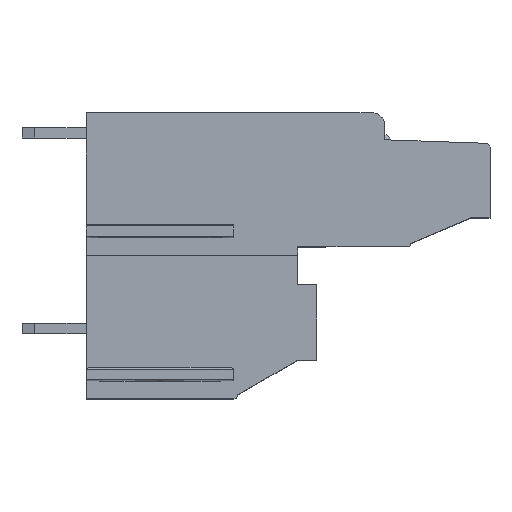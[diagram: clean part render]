
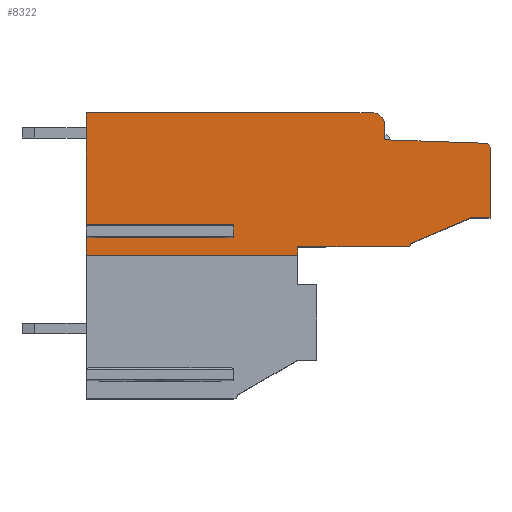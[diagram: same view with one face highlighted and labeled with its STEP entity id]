
A CAD part, top view. The second image highlights one B-rep face of the part: STEP entity #8322.
In plain terms, the highlighted free-form (B-spline) face has degree [1, 1] with [2, 2] control points.
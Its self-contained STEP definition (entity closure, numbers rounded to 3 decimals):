
#280=CARTESIAN_POINT('',(22.3,22.3,-12.7));
#281=VERTEX_POINT('',#280);
#372=CARTESIAN_POINT('',(0.,22.3,-12.7));
#373=VERTEX_POINT('',#372);
#379=CARTESIAN_POINT('',(22.3,22.3,-12.7));
#380=CARTESIAN_POINT('',(0.,22.3,-12.7));
#381=B_SPLINE_CURVE_WITH_KNOTS('',1,(#379,#380),.POLYLINE_FORM.,.F.,.U.,(2,2),(0.,1.),.UNSPECIFIED.);
#382=EDGE_CURVE('',#281,#373,#381,.T.);
#546=CARTESIAN_POINT('',(23.3,21.3,-12.7));
#547=VERTEX_POINT('',#546);
#553=CARTESIAN_POINT('',(23.3,20.2,-12.7));
#554=VERTEX_POINT('',#553);
#555=CARTESIAN_POINT('',(23.3,20.2,-12.7));
#556=CARTESIAN_POINT('',(23.3,21.3,-12.7));
#557=B_SPLINE_CURVE_WITH_KNOTS('',1,(#555,#556),.POLYLINE_FORM.,.F.,.U.,(2,2),(0.,1.),.UNSPECIFIED.);
#558=EDGE_CURVE('',#554,#547,#557,.T.);
#643=CARTESIAN_POINT('',(31.21,19.924,-12.7));
#644=VERTEX_POINT('',#643);
#645=CARTESIAN_POINT('',(31.21,19.924,-12.7));
#646=CARTESIAN_POINT('',(23.3,20.2,-12.7));
#647=B_SPLINE_CURVE_WITH_KNOTS('',1,(#645,#646),.POLYLINE_FORM.,.F.,.U.,(2,2),(0.,1.),.UNSPECIFIED.);
#648=EDGE_CURVE('',#644,#554,#647,.T.);
#720=CARTESIAN_POINT('',(25.232,11.9,-12.7));
#721=VERTEX_POINT('',#720);
#727=CARTESIAN_POINT('',(16.5,11.85,-12.7));
#728=VERTEX_POINT('',#727);
#729=CARTESIAN_POINT('',(25.232,11.9,-12.7));
#730=CARTESIAN_POINT('',(16.5,11.85,-12.7));
#731=B_SPLINE_CURVE_WITH_KNOTS('',1,(#729,#730),.POLYLINE_FORM.,.F.,.U.,(2,2),(0.,1.),.UNSPECIFIED.);
#732=EDGE_CURVE('',#721,#728,#731,.T.);
#7899=CARTESIAN_POINT('',(31.5,19.624,-12.7));
#7900=VERTEX_POINT('',#7899);
#7901=CARTESIAN_POINT('',(31.5,19.624,-12.7));
#7902=CARTESIAN_POINT('',(31.5,19.914,-12.7));
#7903=CARTESIAN_POINT('',(31.21,19.924,-12.7));
#7904=(BOUNDED_CURVE()B_SPLINE_CURVE(2,(#7901,#7902,#7903),.CIRCULAR_ARC.,.F.,.U.)B_SPLINE_CURVE_WITH_KNOTS((3,3),(0.,1.),.UNSPECIFIED.)CURVE()GEOMETRIC_REPRESENTATION_ITEM()RATIONAL_B_SPLINE_CURVE((1.,0.719,1.))REPRESENTATION_ITEM(''));
#7905=EDGE_CURVE('',#7900,#644,#7904,.T.);
#7922=CARTESIAN_POINT('',(31.5,14.1,-12.7));
#7923=VERTEX_POINT('',#7922);
#7924=CARTESIAN_POINT('',(31.5,14.1,-12.7));
#7925=CARTESIAN_POINT('',(31.5,19.624,-12.7));
#7926=B_SPLINE_CURVE_WITH_KNOTS('',1,(#7924,#7925),.POLYLINE_FORM.,.F.,.U.,(2,2),(0.,1.),.UNSPECIFIED.);
#7927=EDGE_CURVE('',#7923,#7900,#7926,.T.);
#7974=CARTESIAN_POINT('',(30.012,14.1,-12.7));
#7975=VERTEX_POINT('',#7974);
#7976=CARTESIAN_POINT('',(30.012,14.1,-12.7));
#7977=CARTESIAN_POINT('',(31.5,14.1,-12.7));
#7978=B_SPLINE_CURVE_WITH_KNOTS('',1,(#7976,#7977),.POLYLINE_FORM.,.F.,.U.,(2,2),(0.,1.),.UNSPECIFIED.);
#7979=EDGE_CURVE('',#7975,#7923,#7978,.T.);
#7996=CARTESIAN_POINT('',(25.3,12.1,-12.7));
#7997=VERTEX_POINT('',#7996);
#7998=CARTESIAN_POINT('',(25.3,12.1,-12.7));
#7999=CARTESIAN_POINT('',(30.012,14.1,-12.7));
#8000=B_SPLINE_CURVE_WITH_KNOTS('',1,(#7998,#7999),.POLYLINE_FORM.,.F.,.U.,(2,2),(0.,1.),.UNSPECIFIED.);
#8001=EDGE_CURVE('',#7997,#7975,#8000,.T.);
#8018=CARTESIAN_POINT('',(25.3,12.051,-12.7));
#8019=VERTEX_POINT('',#8018);
#8020=CARTESIAN_POINT('',(25.3,12.051,-12.7));
#8021=CARTESIAN_POINT('',(25.3,12.1,-12.7));
#8022=B_SPLINE_CURVE_WITH_KNOTS('',1,(#8020,#8021),.POLYLINE_FORM.,.F.,.U.,(2,2),(0.,1.),.UNSPECIFIED.);
#8023=EDGE_CURVE('',#8019,#7997,#8022,.T.);
#8042=CARTESIAN_POINT('',(25.232,11.9,-12.7));
#8043=CARTESIAN_POINT('',(25.3,11.96,-12.7));
#8044=CARTESIAN_POINT('',(25.3,12.051,-12.7));
#8045=(BOUNDED_CURVE()B_SPLINE_CURVE(2,(#8042,#8043,#8044),.CIRCULAR_ARC.,.F.,.U.)B_SPLINE_CURVE_WITH_KNOTS((3,3),(0.,1.),.UNSPECIFIED.)CURVE()GEOMETRIC_REPRESENTATION_ITEM()RATIONAL_B_SPLINE_CURVE((1.,0.91,1.))REPRESENTATION_ITEM(''));
#8046=EDGE_CURVE('',#721,#8019,#8045,.T.);
#8229=CARTESIAN_POINT('',(16.5,11.2,-12.7));
#8230=VERTEX_POINT('',#8229);
#8238=CARTESIAN_POINT('',(0.,11.2,-12.7));
#8239=VERTEX_POINT('',#8238);
#8240=CARTESIAN_POINT('',(0.,11.2,-12.7));
#8241=CARTESIAN_POINT('',(16.5,11.2,-12.7));
#8242=B_SPLINE_CURVE_WITH_KNOTS('',1,(#8240,#8241),.POLYLINE_FORM.,.F.,.U.,(2,2),(0.,1.),.UNSPECIFIED.);
#8243=EDGE_CURVE('',#8239,#8230,#8242,.T.);
#8260=CARTESIAN_POINT('',(32.449,0.051,-12.7));
#8261=CARTESIAN_POINT('',(-0.949,0.051,-12.7));
#8262=CARTESIAN_POINT('',(32.449,33.449,-12.7));
#8263=CARTESIAN_POINT('',(-0.949,33.449,-12.7));
#8264=B_SPLINE_SURFACE_WITH_KNOTS('',1,1,((#8260,#8261),(#8262,#8263)),.PLANE_SURF.,.F.,.F.,.U.,(2,2),(2,2),(0.,1.),(0.,1.),.UNSPECIFIED.);
#8265=ORIENTED_EDGE('',*,*,#8243,.T.);
#8266=CARTESIAN_POINT('',(16.5,11.85,-12.7));
#8267=CARTESIAN_POINT('',(16.5,11.2,-12.7));
#8268=B_SPLINE_CURVE_WITH_KNOTS('',1,(#8266,#8267),.POLYLINE_FORM.,.F.,.U.,(2,2),(0.,1.),.UNSPECIFIED.);
#8269=EDGE_CURVE('',#728,#8230,#8268,.T.);
#8270=ORIENTED_EDGE('',*,*,#8269,.F.);
#8271=ORIENTED_EDGE('',*,*,#732,.F.);
#8272=ORIENTED_EDGE('',*,*,#8046,.T.);
#8273=ORIENTED_EDGE('',*,*,#8023,.T.);
#8274=ORIENTED_EDGE('',*,*,#8001,.T.);
#8275=ORIENTED_EDGE('',*,*,#7979,.T.);
#8276=ORIENTED_EDGE('',*,*,#7927,.T.);
#8277=ORIENTED_EDGE('',*,*,#7905,.T.);
#8278=ORIENTED_EDGE('',*,*,#648,.T.);
#8279=ORIENTED_EDGE('',*,*,#558,.T.);
#8280=CARTESIAN_POINT('',(23.3,21.3,-12.7));
#8281=CARTESIAN_POINT('',(23.3,22.3,-12.7));
#8282=CARTESIAN_POINT('',(22.3,22.3,-12.7));
#8283=(BOUNDED_CURVE()B_SPLINE_CURVE(2,(#8280,#8281,#8282),.CIRCULAR_ARC.,.F.,.U.)B_SPLINE_CURVE_WITH_KNOTS((3,3),(0.,1.),.UNSPECIFIED.)CURVE()GEOMETRIC_REPRESENTATION_ITEM()RATIONAL_B_SPLINE_CURVE((1.,0.707,1.))REPRESENTATION_ITEM(''));
#8284=EDGE_CURVE('',#547,#281,#8283,.T.);
#8285=ORIENTED_EDGE('',*,*,#8284,.T.);
#8286=ORIENTED_EDGE('',*,*,#382,.T.);
#8287=CARTESIAN_POINT('',(0.,13.373,-12.7));
#8288=VERTEX_POINT('',#8287);
#8289=CARTESIAN_POINT('',(0.,13.373,-12.7));
#8290=CARTESIAN_POINT('',(0.,22.3,-12.7));
#8291=B_SPLINE_CURVE_WITH_KNOTS('',1,(#8289,#8290),.POLYLINE_FORM.,.F.,.U.,(2,2),(0.,1.),.UNSPECIFIED.);
#8292=EDGE_CURVE('',#8288,#373,#8291,.T.);
#8293=ORIENTED_EDGE('',*,*,#8292,.F.);
#8294=CARTESIAN_POINT('',(11.5,13.373,-12.7));
#8295=VERTEX_POINT('',#8294);
#8296=CARTESIAN_POINT('',(0.,13.373,-12.7));
#8297=CARTESIAN_POINT('',(11.5,13.373,-12.7));
#8298=B_SPLINE_CURVE_WITH_KNOTS('',1,(#8296,#8297),.POLYLINE_FORM.,.F.,.U.,(2,2),(0.,1.),.UNSPECIFIED.);
#8299=EDGE_CURVE('',#8288,#8295,#8298,.T.);
#8300=ORIENTED_EDGE('',*,*,#8299,.T.);
#8301=CARTESIAN_POINT('',(11.5,12.773,-12.7));
#8302=VERTEX_POINT('',#8301);
#8303=CARTESIAN_POINT('',(11.5,13.373,-12.7));
#8304=CARTESIAN_POINT('',(11.5,12.773,-12.7));
#8305=B_SPLINE_CURVE_WITH_KNOTS('',1,(#8303,#8304),.POLYLINE_FORM.,.F.,.U.,(2,2),(0.,1.),.UNSPECIFIED.);
#8306=EDGE_CURVE('',#8295,#8302,#8305,.T.);
#8307=ORIENTED_EDGE('',*,*,#8306,.T.);
#8308=CARTESIAN_POINT('',(0.,12.773,-12.7));
#8309=VERTEX_POINT('',#8308);
#8310=CARTESIAN_POINT('',(11.5,12.773,-12.7));
#8311=CARTESIAN_POINT('',(0.,12.773,-12.7));
#8312=B_SPLINE_CURVE_WITH_KNOTS('',1,(#8310,#8311),.POLYLINE_FORM.,.F.,.U.,(2,2),(0.,1.),.UNSPECIFIED.);
#8313=EDGE_CURVE('',#8302,#8309,#8312,.T.);
#8314=ORIENTED_EDGE('',*,*,#8313,.T.);
#8315=CARTESIAN_POINT('',(0.,11.2,-12.7));
#8316=CARTESIAN_POINT('',(0.,12.773,-12.7));
#8317=B_SPLINE_CURVE_WITH_KNOTS('',1,(#8315,#8316),.POLYLINE_FORM.,.F.,.U.,(2,2),(0.,1.),.UNSPECIFIED.);
#8318=EDGE_CURVE('',#8239,#8309,#8317,.T.);
#8319=ORIENTED_EDGE('',*,*,#8318,.F.);
#8320=EDGE_LOOP('',(#8265,#8270,#8271,#8272,#8273,#8274,#8275,#8276,#8277,#8278,#8279,#8285,#8286,#8293,#8300,#8307,#8314,#8319));
#8321=FACE_OUTER_BOUND('',#8320,.T.);
#8322=ADVANCED_FACE('',(#8321),#8264,.T.);
